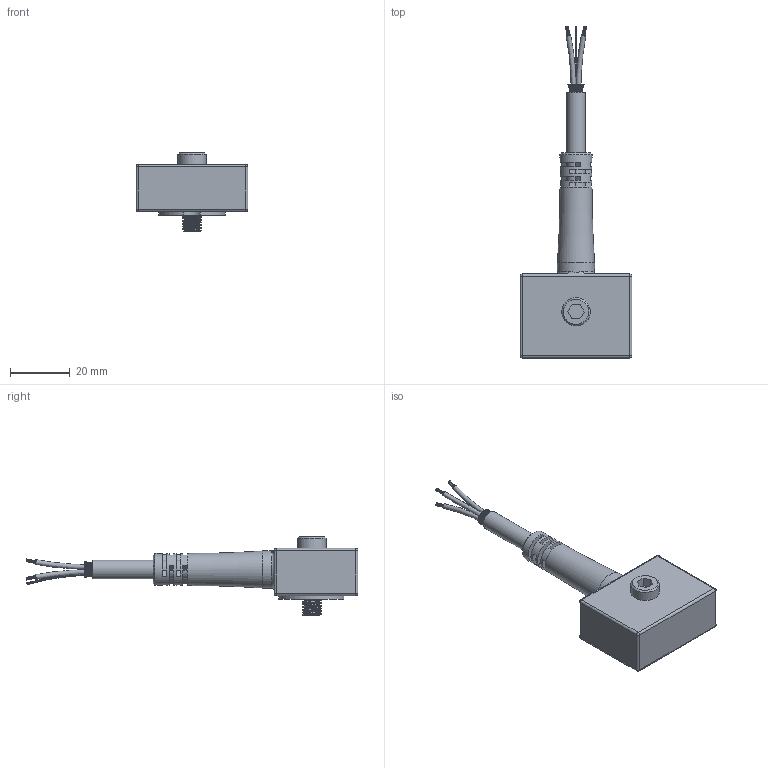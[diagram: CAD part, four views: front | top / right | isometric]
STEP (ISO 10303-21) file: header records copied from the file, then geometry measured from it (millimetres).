
FILE_DESCRIPTION(/* description */ (''),/* implementation_level */ '2;1');
FILE_NAME(/* name */ 'MASTER_TRIAX_MINI_SIDE_EXIT_INTEGRAL_BLACK.stp',/* time_stamp */ '2023-11-01T16:25:27-04:00',/* author */ ('cthayer'),/* organization */ ('CONNECTION TECHNOLOGY CENTER'),/* preprocessor_version */ 'ST-DEVELOPER v19',/* originating_system */ 'Autodesk Inventor 2023',/* authorisation */ '');
FILE_SCHEMA (('AUTOMOTIVE_DESIGN { 1 0 10303 214 3 1 1 }'));
Products named in the file (1): TRCA431
Bounding box: 37.59 x 111.48 x 26.37 mm (x, y, z)
Volume: 22008.5 mm3; surface area: 8274.1 mm2
Topology: 17 solids, 17 shells, 1356 faces, 3867 edges, 2173 vertices
Faces by surface type: cylinder 485, bspline 410, plane 399, torus 50, sphere 8, cone 4
Full cylindrical faces by diameter (mm): 0.128 x19, 0.203 x48, 1.575 x4, 2.642 x1, 3.937 x1, 4.572 x1, 4.762 x1, 5.359 x1, 6.35 x9, 6.756 x1, 9.525 x1, 10.75 x1, 12.446 x1
Entity records: 73282 total; most frequent: CARTESIAN_POINT 39288, ORIENTED_EDGE 7732, DIRECTION 6166, EDGE_CURVE 3866, AXIS2_PLACEMENT_3D 2820, VERTEX_POINT 2173, CIRCLE 1871, EDGE_LOOP 1477
